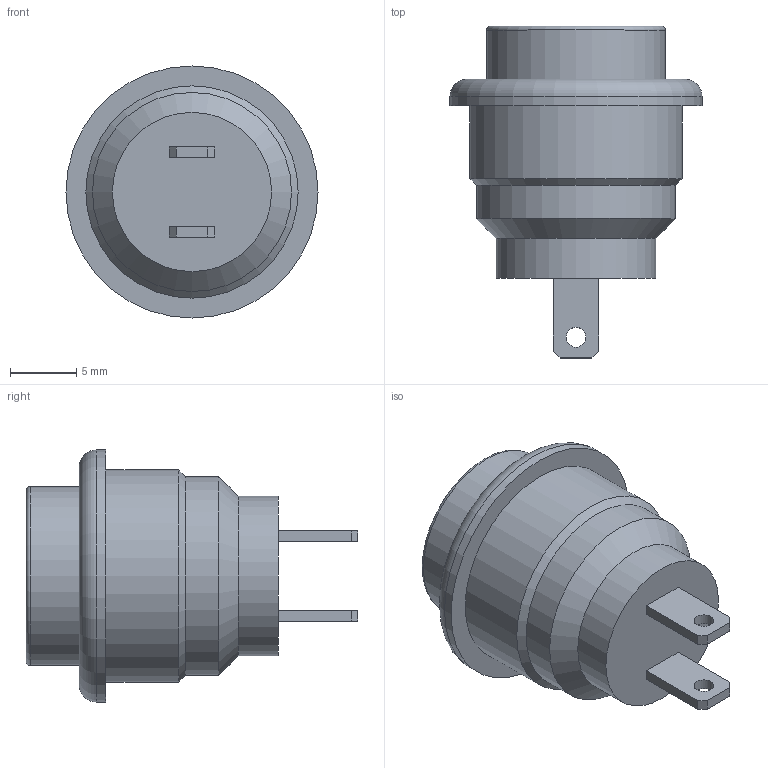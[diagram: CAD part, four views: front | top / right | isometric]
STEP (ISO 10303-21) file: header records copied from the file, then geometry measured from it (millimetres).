
FILE_DESCRIPTION(('STEP AP203'), '1');
FILE_NAME('PBS-26B BLUE', '', ('UNSPECIFIED'), ('UNSPECIFIED'), 'ASCON STEP Converter 1.6', 'ASCON Math Kernel', '');
FILE_SCHEMA(('CONFIG_CONTROL_DESIGN'));
Length unit declared in the file: millimetre
Bounding box: 19 x 25 x 19 mm (x, y, z)
Volume: 3219.7 mm3; surface area: 2823.3 mm2
Topology: 5 solids, 5 shells, 36 faces, 70 edges, 45 vertices
Faces by surface type: plane 23, cylinder 8, torus 3, cone 2
Full cylindrical faces by diameter (mm): 1.5 x2, 12 x1, 13.5 x1, 14 x1, 15 x1, 16 x1, 19 x1
Entity records: 1210 total; most frequent: DIRECTION 152, CARTESIAN_POINT 139, ORIENTED_EDGE 114, AXIS2_PLACEMENT_3D 58, EDGE_CURVE 57, EDGE_LOOP 54, VERTEX_POINT 45, COLOUR_RGB 41
